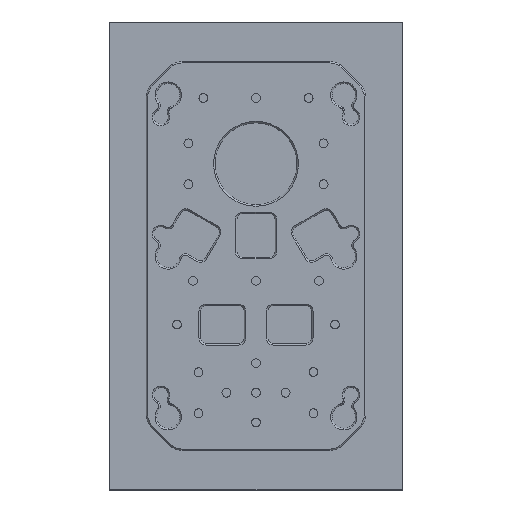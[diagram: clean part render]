
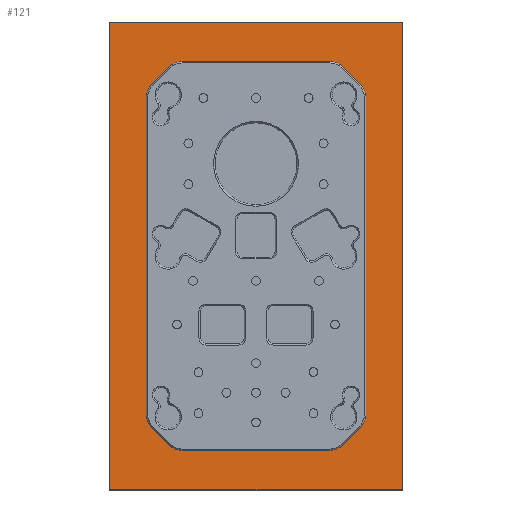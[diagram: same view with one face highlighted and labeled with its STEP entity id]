
A CAD part, top view. The second image highlights one B-rep face of the part: STEP entity #121.
In plain terms, the highlighted planar face has unit normal (0, 0, 1).
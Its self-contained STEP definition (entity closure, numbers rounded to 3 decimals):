
#24 = VERTEX_POINT('',#25);
#25 = CARTESIAN_POINT('',(35.743,-58.5,-5.));
#40 = VERTEX_POINT('',#41);
#41 = CARTESIAN_POINT('',(29.5,-64.743,-5.));
#47 = EDGE_CURVE('',#40,#24,#48,.T.);
#48 = LINE('',#49,#50);
#49 = CARTESIAN_POINT('',(29.5,-64.743,-5.));
#50 = VECTOR('',#51,1.);
#51 = DIRECTION('',(0.707,0.707,0.));
#62 = VERTEX_POINT('',#63);
#63 = CARTESIAN_POINT('',(37.5,-54.257,-5.));
#79 = EDGE_CURVE('',#24,#62,#80,.T.);
#80 = CIRCLE('',#81,6.);
#81 = AXIS2_PLACEMENT_3D('',#82,#83,#84);
#82 = CARTESIAN_POINT('',(31.5,-54.257,-5.));
#83 = DIRECTION('',(0.,0.,1.));
#84 = DIRECTION('',(1.,0.,0.));
#121 = ADVANCED_FACE('',(#122,#156),#277,.T.);
#122 = FACE_BOUND('',#123,.T.);
#123 = EDGE_LOOP('',(#124,#134,#142,#150));
#124 = ORIENTED_EDGE('',*,*,#125,.F.);
#125 = EDGE_CURVE('',#126,#128,#130,.T.);
#126 = VERTEX_POINT('',#127);
#127 = CARTESIAN_POINT('',(-50.,-80.,-5.));
#128 = VERTEX_POINT('',#129);
#129 = CARTESIAN_POINT('',(-50.,80.,-5.));
#130 = LINE('',#131,#132);
#131 = CARTESIAN_POINT('',(-50.,-80.,-5.));
#132 = VECTOR('',#133,1.);
#133 = DIRECTION('',(0.,1.,0.));
#134 = ORIENTED_EDGE('',*,*,#135,.T.);
#135 = EDGE_CURVE('',#126,#136,#138,.T.);
#136 = VERTEX_POINT('',#137);
#137 = CARTESIAN_POINT('',(50.,-80.,-5.));
#138 = LINE('',#139,#140);
#139 = CARTESIAN_POINT('',(-50.,-80.,-5.));
#140 = VECTOR('',#141,1.);
#141 = DIRECTION('',(1.,0.,0.));
#142 = ORIENTED_EDGE('',*,*,#143,.T.);
#143 = EDGE_CURVE('',#136,#144,#146,.T.);
#144 = VERTEX_POINT('',#145);
#145 = CARTESIAN_POINT('',(50.,80.,-5.));
#146 = LINE('',#147,#148);
#147 = CARTESIAN_POINT('',(50.,-80.,-5.));
#148 = VECTOR('',#149,1.);
#149 = DIRECTION('',(0.,1.,0.));
#150 = ORIENTED_EDGE('',*,*,#151,.F.);
#151 = EDGE_CURVE('',#128,#144,#152,.T.);
#152 = LINE('',#153,#154);
#153 = CARTESIAN_POINT('',(-50.,80.,-5.));
#154 = VECTOR('',#155,1.);
#155 = DIRECTION('',(1.,0.,0.));
#156 = FACE_BOUND('',#157,.T.);
#157 = EDGE_LOOP('',(#158,#159,#168,#176,#185,#193,#202,#210,#219,#227,
    #236,#244,#253,#261,#270,#276));
#158 = ORIENTED_EDGE('',*,*,#47,.F.);
#159 = ORIENTED_EDGE('',*,*,#160,.F.);
#160 = EDGE_CURVE('',#161,#40,#163,.T.);
#161 = VERTEX_POINT('',#162);
#162 = CARTESIAN_POINT('',(25.257,-66.5,-5.));
#163 = CIRCLE('',#164,6.);
#164 = AXIS2_PLACEMENT_3D('',#165,#166,#167);
#165 = CARTESIAN_POINT('',(25.257,-60.5,-5.));
#166 = DIRECTION('',(0.,0.,1.));
#167 = DIRECTION('',(1.,0.,0.));
#168 = ORIENTED_EDGE('',*,*,#169,.F.);
#169 = EDGE_CURVE('',#170,#161,#172,.T.);
#170 = VERTEX_POINT('',#171);
#171 = CARTESIAN_POINT('',(-25.257,-66.5,-5.));
#172 = LINE('',#173,#174);
#173 = CARTESIAN_POINT('',(-25.257,-66.5,-5.));
#174 = VECTOR('',#175,1.);
#175 = DIRECTION('',(1.,0.,0.));
#176 = ORIENTED_EDGE('',*,*,#177,.F.);
#177 = EDGE_CURVE('',#178,#170,#180,.T.);
#178 = VERTEX_POINT('',#179);
#179 = CARTESIAN_POINT('',(-29.5,-64.743,-5.));
#180 = CIRCLE('',#181,6.);
#181 = AXIS2_PLACEMENT_3D('',#182,#183,#184);
#182 = CARTESIAN_POINT('',(-25.257,-60.5,-5.));
#183 = DIRECTION('',(0.,0.,1.));
#184 = DIRECTION('',(1.,0.,0.));
#185 = ORIENTED_EDGE('',*,*,#186,.F.);
#186 = EDGE_CURVE('',#187,#178,#189,.T.);
#187 = VERTEX_POINT('',#188);
#188 = CARTESIAN_POINT('',(-35.743,-58.5,-5.));
#189 = LINE('',#190,#191);
#190 = CARTESIAN_POINT('',(-35.743,-58.5,-5.));
#191 = VECTOR('',#192,1.);
#192 = DIRECTION('',(0.707,-0.707,0.));
#193 = ORIENTED_EDGE('',*,*,#194,.F.);
#194 = EDGE_CURVE('',#195,#187,#197,.T.);
#195 = VERTEX_POINT('',#196);
#196 = CARTESIAN_POINT('',(-37.5,-54.257,-5.));
#197 = CIRCLE('',#198,6.);
#198 = AXIS2_PLACEMENT_3D('',#199,#200,#201);
#199 = CARTESIAN_POINT('',(-31.5,-54.257,-5.));
#200 = DIRECTION('',(0.,0.,1.));
#201 = DIRECTION('',(1.,0.,0.));
#202 = ORIENTED_EDGE('',*,*,#203,.F.);
#203 = EDGE_CURVE('',#204,#195,#206,.T.);
#204 = VERTEX_POINT('',#205);
#205 = CARTESIAN_POINT('',(-37.5,54.257,-5.));
#206 = LINE('',#207,#208);
#207 = CARTESIAN_POINT('',(-37.5,54.257,-5.));
#208 = VECTOR('',#209,1.);
#209 = DIRECTION('',(0.,-1.,0.));
#210 = ORIENTED_EDGE('',*,*,#211,.F.);
#211 = EDGE_CURVE('',#212,#204,#214,.T.);
#212 = VERTEX_POINT('',#213);
#213 = CARTESIAN_POINT('',(-35.743,58.5,-5.));
#214 = CIRCLE('',#215,6.);
#215 = AXIS2_PLACEMENT_3D('',#216,#217,#218);
#216 = CARTESIAN_POINT('',(-31.5,54.257,-5.));
#217 = DIRECTION('',(0.,0.,1.));
#218 = DIRECTION('',(1.,0.,0.));
#219 = ORIENTED_EDGE('',*,*,#220,.F.);
#220 = EDGE_CURVE('',#221,#212,#223,.T.);
#221 = VERTEX_POINT('',#222);
#222 = CARTESIAN_POINT('',(-29.5,64.743,-5.));
#223 = LINE('',#224,#225);
#224 = CARTESIAN_POINT('',(-29.5,64.743,-5.));
#225 = VECTOR('',#226,1.);
#226 = DIRECTION('',(-0.707,-0.707,0.));
#227 = ORIENTED_EDGE('',*,*,#228,.F.);
#228 = EDGE_CURVE('',#229,#221,#231,.T.);
#229 = VERTEX_POINT('',#230);
#230 = CARTESIAN_POINT('',(-25.257,66.5,-5.));
#231 = CIRCLE('',#232,6.);
#232 = AXIS2_PLACEMENT_3D('',#233,#234,#235);
#233 = CARTESIAN_POINT('',(-25.257,60.5,-5.));
#234 = DIRECTION('',(0.,0.,1.));
#235 = DIRECTION('',(1.,0.,0.));
#236 = ORIENTED_EDGE('',*,*,#237,.F.);
#237 = EDGE_CURVE('',#238,#229,#240,.T.);
#238 = VERTEX_POINT('',#239);
#239 = CARTESIAN_POINT('',(25.257,66.5,-5.));
#240 = LINE('',#241,#242);
#241 = CARTESIAN_POINT('',(25.257,66.5,-5.));
#242 = VECTOR('',#243,1.);
#243 = DIRECTION('',(-1.,0.,0.));
#244 = ORIENTED_EDGE('',*,*,#245,.F.);
#245 = EDGE_CURVE('',#246,#238,#248,.T.);
#246 = VERTEX_POINT('',#247);
#247 = CARTESIAN_POINT('',(29.5,64.743,-5.));
#248 = CIRCLE('',#249,6.);
#249 = AXIS2_PLACEMENT_3D('',#250,#251,#252);
#250 = CARTESIAN_POINT('',(25.257,60.5,-5.));
#251 = DIRECTION('',(0.,0.,1.));
#252 = DIRECTION('',(1.,0.,0.));
#253 = ORIENTED_EDGE('',*,*,#254,.F.);
#254 = EDGE_CURVE('',#255,#246,#257,.T.);
#255 = VERTEX_POINT('',#256);
#256 = CARTESIAN_POINT('',(35.743,58.5,-5.));
#257 = LINE('',#258,#259);
#258 = CARTESIAN_POINT('',(35.743,58.5,-5.));
#259 = VECTOR('',#260,1.);
#260 = DIRECTION('',(-0.707,0.707,0.));
#261 = ORIENTED_EDGE('',*,*,#262,.F.);
#262 = EDGE_CURVE('',#263,#255,#265,.T.);
#263 = VERTEX_POINT('',#264);
#264 = CARTESIAN_POINT('',(37.5,54.257,-5.));
#265 = CIRCLE('',#266,6.);
#266 = AXIS2_PLACEMENT_3D('',#267,#268,#269);
#267 = CARTESIAN_POINT('',(31.5,54.257,-5.));
#268 = DIRECTION('',(0.,0.,1.));
#269 = DIRECTION('',(1.,0.,0.));
#270 = ORIENTED_EDGE('',*,*,#271,.F.);
#271 = EDGE_CURVE('',#62,#263,#272,.T.);
#272 = LINE('',#273,#274);
#273 = CARTESIAN_POINT('',(37.5,-54.257,-5.));
#274 = VECTOR('',#275,1.);
#275 = DIRECTION('',(0.,1.,0.));
#276 = ORIENTED_EDGE('',*,*,#79,.F.);
#277 = PLANE('',#278);
#278 = AXIS2_PLACEMENT_3D('',#279,#280,#281);
#279 = CARTESIAN_POINT('',(-50.,-80.,-5.));
#280 = DIRECTION('',(0.,0.,1.));
#281 = DIRECTION('',(1.,0.,0.));
